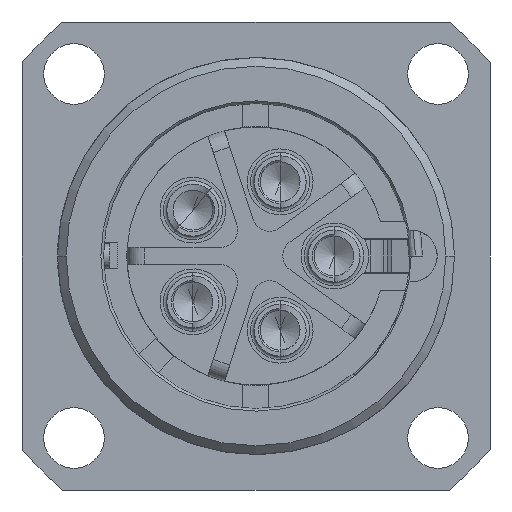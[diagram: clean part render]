
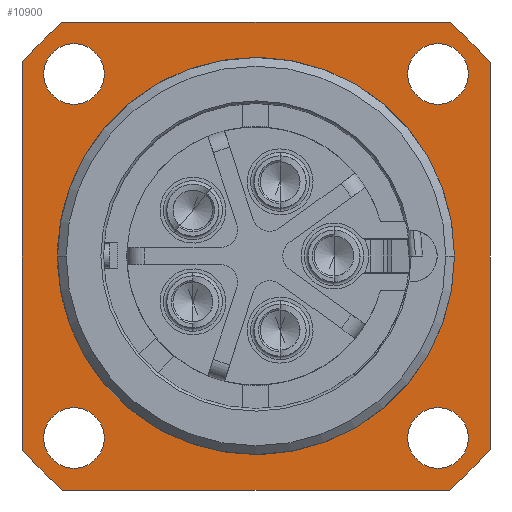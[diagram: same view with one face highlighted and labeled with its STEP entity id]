
A CAD part, left-side view. The second image highlights one B-rep face of the part: STEP entity #10900.
In plain terms, the highlighted planar face has unit normal (-1, 0, 0).
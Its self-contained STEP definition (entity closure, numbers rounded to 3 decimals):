
#2801=CARTESIAN_POINT('',(5.6,13.5,-13.5));
#2802=DIRECTION('',(-1.,0.,0.));
#2803=DIRECTION('',(0.,0.998,-0.061));
#2804=AXIS2_PLACEMENT_3D('',#2801,#2802,#2803);
#2819=DIRECTION('',(0.,1.,0.));
#2820=VECTOR('',#2819,0.19);
#2821=CARTESIAN_POINT('',(5.6,24.739,-14.2));
#2822=LINE('848',#2821,#2820);
#2836=DIRECTION('',(0.,1.,0.));
#2837=VECTOR('',#2836,0.19);
#2838=CARTESIAN_POINT('',(5.6,24.739,-12.8));
#2839=LINE('847',#2838,#2837);
#2852=DIRECTION('',(0.,0.,1.));
#2853=VECTOR('',#2852,22.271);
#2854=CARTESIAN_POINT('',(5.6,0.,-24.636));
#2855=LINE('697',#2854,#2853);
#2856=CARTESIAN_POINT('',(5.6,13.5,-13.5));
#2857=DIRECTION('',(-1.,0.,0.));
#2858=DIRECTION('',(0.,-0.636,-0.771));
#2859=AXIS2_PLACEMENT_3D('',#2856,#2857,#2858);
#2861=DIRECTION('',(0.,-1.,0.));
#2862=VECTOR('',#2861,22.271);
#2863=CARTESIAN_POINT('',(5.6,24.636,-27.));
#2864=LINE('699',#2863,#2862);
#2865=CARTESIAN_POINT('',(5.6,13.5,-13.5));
#2866=DIRECTION('',(-1.,0.,0.));
#2867=DIRECTION('',(0.,0.771,-0.636));
#2868=AXIS2_PLACEMENT_3D('',#2865,#2866,#2867);
#2870=DIRECTION('',(0.,0.,-1.));
#2871=VECTOR('',#2870,22.271);
#2872=CARTESIAN_POINT('',(5.6,27.,-2.364));
#2873=LINE('701',#2872,#2871);
#2874=CARTESIAN_POINT('',(5.6,13.5,-13.5));
#2875=DIRECTION('',(-1.,0.,0.));
#2876=DIRECTION('',(0.,0.636,0.771));
#2877=AXIS2_PLACEMENT_3D('',#2874,#2875,#2876);
#2879=DIRECTION('',(0.,1.,0.));
#2880=VECTOR('',#2879,22.271);
#2881=CARTESIAN_POINT('',(5.6,2.364,0.));
#2882=LINE('703',#2881,#2880);
#2883=CARTESIAN_POINT('',(5.6,13.5,-13.5));
#2884=DIRECTION('',(-1.,0.,0.));
#2885=DIRECTION('',(0.,-0.771,0.636));
#2886=AXIS2_PLACEMENT_3D('',#2883,#2884,#2885);
#2888=CARTESIAN_POINT('',(5.6,24.,-3.));
#2889=DIRECTION('',(1.,0.,0.));
#2890=DIRECTION('',(0.,1.,0.));
#2891=AXIS2_PLACEMENT_3D('',#2888,#2889,#2890);
#2893=CARTESIAN_POINT('',(5.6,24.,-3.));
#2894=DIRECTION('',(1.,0.,0.));
#2895=DIRECTION('',(0.,-1.,0.));
#2896=AXIS2_PLACEMENT_3D('',#2893,#2894,#2895);
#2898=CARTESIAN_POINT('',(5.6,24.,-24.));
#2899=DIRECTION('',(1.,0.,0.));
#2900=DIRECTION('',(0.,1.,0.));
#2901=AXIS2_PLACEMENT_3D('',#2898,#2899,#2900);
#2903=CARTESIAN_POINT('',(5.6,24.,-24.));
#2904=DIRECTION('',(1.,0.,0.));
#2905=DIRECTION('',(0.,-1.,0.));
#2906=AXIS2_PLACEMENT_3D('',#2903,#2904,#2905);
#2908=CARTESIAN_POINT('',(5.6,3.,-24.));
#2909=DIRECTION('',(1.,0.,0.));
#2910=DIRECTION('',(0.,1.,0.));
#2911=AXIS2_PLACEMENT_3D('',#2908,#2909,#2910);
#2913=CARTESIAN_POINT('',(5.6,3.,-24.));
#2914=DIRECTION('',(1.,0.,0.));
#2915=DIRECTION('',(0.,-1.,0.));
#2916=AXIS2_PLACEMENT_3D('',#2913,#2914,#2915);
#2918=CARTESIAN_POINT('',(5.6,3.,-3.));
#2919=DIRECTION('',(1.,0.,0.));
#2920=DIRECTION('',(0.,1.,0.));
#2921=AXIS2_PLACEMENT_3D('',#2918,#2919,#2920);
#2923=CARTESIAN_POINT('',(5.6,3.,-3.));
#2924=DIRECTION('',(1.,0.,0.));
#2925=DIRECTION('',(0.,-1.,0.));
#2926=AXIS2_PLACEMENT_3D('',#2923,#2924,#2925);
#2928=DIRECTION('',(0.,0.,-1.));
#2929=VECTOR('',#2928,1.4);
#2930=CARTESIAN_POINT('',(5.6,24.739,-12.8));
#2931=LINE('846',#2930,#2929);
#5428=CARTESIAN_POINT('',(5.6,13.5,-13.5));
#5429=DIRECTION('',(-1.,0.,0.));
#5430=DIRECTION('',(0.,-1.,0.));
#5431=AXIS2_PLACEMENT_3D('',#5428,#5429,#5430);
#5514=CARTESIAN_POINT('',(5.6,0.,-24.636));
#5515=CARTESIAN_POINT('',(5.6,0.,-2.364));
#5516=VERTEX_POINT('',#5514);
#5517=VERTEX_POINT('',#5515);
#5518=CARTESIAN_POINT('',(5.6,2.364,-27.));
#5519=VERTEX_POINT('',#5518);
#5520=CARTESIAN_POINT('',(5.6,24.636,-27.));
#5521=VERTEX_POINT('',#5520);
#5522=CARTESIAN_POINT('',(5.6,27.,-24.636));
#5523=VERTEX_POINT('',#5522);
#5524=CARTESIAN_POINT('',(5.6,27.,-2.364));
#5525=VERTEX_POINT('',#5524);
#5526=CARTESIAN_POINT('',(5.6,24.636,0.));
#5527=VERTEX_POINT('',#5526);
#5528=CARTESIAN_POINT('',(5.6,2.364,0.));
#5529=VERTEX_POINT('',#5528);
#5538=CARTESIAN_POINT('',(5.6,2.05,-13.5));
#5539=VERTEX_POINT('',#5538);
#5544=CARTESIAN_POINT('',(5.6,25.75,-3.));
#5545=CARTESIAN_POINT('',(5.6,22.25,-3.));
#5546=VERTEX_POINT('',#5544);
#5547=VERTEX_POINT('',#5545);
#5552=CARTESIAN_POINT('',(5.6,25.75,-24.));
#5553=CARTESIAN_POINT('',(5.6,22.25,-24.));
#5554=VERTEX_POINT('',#5552);
#5555=VERTEX_POINT('',#5553);
#5560=CARTESIAN_POINT('',(5.6,4.75,-24.));
#5561=CARTESIAN_POINT('',(5.6,1.25,-24.));
#5562=VERTEX_POINT('',#5560);
#5563=VERTEX_POINT('',#5561);
#5568=CARTESIAN_POINT('',(5.6,4.75,-3.));
#5569=CARTESIAN_POINT('',(5.6,1.25,-3.));
#5570=VERTEX_POINT('',#5568);
#5571=VERTEX_POINT('',#5569);
#5636=CARTESIAN_POINT('',(5.6,24.929,-12.8));
#5638=VERTEX_POINT('',#5636);
#5640=CARTESIAN_POINT('',(5.6,24.929,-14.2));
#5642=VERTEX_POINT('',#5640);
#5692=CARTESIAN_POINT('',(5.6,24.739,-12.8));
#5693=CARTESIAN_POINT('',(5.6,24.739,-14.2));
#5694=VERTEX_POINT('',#5692);
#5695=VERTEX_POINT('',#5693);
#10845=CARTESIAN_POINT('',(5.6,13.5,-13.5));
#10846=DIRECTION('',(1.,0.,0.));
#10847=DIRECTION('',(0.,0.,-1.));
#10848=AXIS2_PLACEMENT_3D('',#10845,#10846,#10847);
#10849=PLANE('273',#10848);
#10851=ORIENTED_EDGE('697',*,*,#10850,.F.);
#10853=ORIENTED_EDGE('698',*,*,#10852,.F.);
#10855=ORIENTED_EDGE('699',*,*,#10854,.F.);
#10857=ORIENTED_EDGE('700',*,*,#10856,.F.);
#10859=ORIENTED_EDGE('701',*,*,#10858,.F.);
#10861=ORIENTED_EDGE('702',*,*,#10860,.F.);
#10863=ORIENTED_EDGE('703',*,*,#10862,.F.);
#10865=ORIENTED_EDGE('704',*,*,#10864,.F.);
#10866=EDGE_LOOP('273',(#10851,#10853,#10855,#10857,#10859,#10861,#10863,
#10865));
#10867=FACE_OUTER_BOUND('273',#10866,.F.);
#10869=ORIENTED_EDGE('720',*,*,#10868,.F.);
#10871=ORIENTED_EDGE('721',*,*,#10870,.F.);
#10872=EDGE_LOOP('273',(#10869,#10871));
#10873=FACE_BOUND('273',#10872,.F.);
#10875=ORIENTED_EDGE('726',*,*,#10874,.F.);
#10877=ORIENTED_EDGE('727',*,*,#10876,.F.);
#10878=EDGE_LOOP('273',(#10875,#10877));
#10879=FACE_BOUND('273',#10878,.F.);
#10881=ORIENTED_EDGE('732',*,*,#10880,.F.);
#10883=ORIENTED_EDGE('733',*,*,#10882,.F.);
#10884=EDGE_LOOP('273',(#10881,#10883));
#10885=FACE_BOUND('273',#10884,.F.);
#10887=ORIENTED_EDGE('738',*,*,#10886,.F.);
#10889=ORIENTED_EDGE('739',*,*,#10888,.F.);
#10890=EDGE_LOOP('273',(#10887,#10889));
#10891=FACE_BOUND('273',#10890,.F.);
#10892=ORIENTED_EDGE('846',*,*,#10832,.T.);
#10893=ORIENTED_EDGE('848',*,*,#10763,.T.);
#10894=ORIENTED_EDGE('796',*,*,#10739,.T.);
#10896=ORIENTED_EDGE('795',*,*,#10895,.T.);
#10897=ORIENTED_EDGE('847',*,*,#10807,.F.);
#10898=EDGE_LOOP('273',(#10892,#10893,#10894,#10896,#10897));
#10899=FACE_BOUND('273',#10898,.F.);
#2805=CIRCLE('796',#2804,11.45);
#2860=CIRCLE('698',#2859,17.5);
#2869=CIRCLE('700',#2868,17.5);
#2878=CIRCLE('702',#2877,17.5);
#2887=CIRCLE('704',#2886,17.5);
#2892=CIRCLE('720',#2891,1.75);
#2897=CIRCLE('721',#2896,1.75);
#2902=CIRCLE('726',#2901,1.75);
#2907=CIRCLE('727',#2906,1.75);
#2912=CIRCLE('732',#2911,1.75);
#2917=CIRCLE('733',#2916,1.75);
#2922=CIRCLE('738',#2921,1.75);
#2927=CIRCLE('739',#2926,1.75);
#5432=CIRCLE('795',#5431,11.45);
#10739=EDGE_CURVE('796',#5642,#5539,#2805,.T.);
#10763=EDGE_CURVE('848',#5695,#5642,#2822,.T.);
#10807=EDGE_CURVE('847',#5694,#5638,#2839,.T.);
#10832=EDGE_CURVE('846',#5694,#5695,#2931,.T.);
#10850=EDGE_CURVE('697',#5516,#5517,#2855,.T.);
#10852=EDGE_CURVE('698',#5519,#5516,#2860,.T.);
#10854=EDGE_CURVE('699',#5521,#5519,#2864,.T.);
#10856=EDGE_CURVE('700',#5523,#5521,#2869,.T.);
#10858=EDGE_CURVE('701',#5525,#5523,#2873,.T.);
#10860=EDGE_CURVE('702',#5527,#5525,#2878,.T.);
#10862=EDGE_CURVE('703',#5529,#5527,#2882,.T.);
#10864=EDGE_CURVE('704',#5517,#5529,#2887,.T.);
#10868=EDGE_CURVE('720',#5546,#5547,#2892,.T.);
#10870=EDGE_CURVE('721',#5547,#5546,#2897,.T.);
#10874=EDGE_CURVE('726',#5554,#5555,#2902,.T.);
#10876=EDGE_CURVE('727',#5555,#5554,#2907,.T.);
#10880=EDGE_CURVE('732',#5562,#5563,#2912,.T.);
#10882=EDGE_CURVE('733',#5563,#5562,#2917,.T.);
#10886=EDGE_CURVE('738',#5570,#5571,#2922,.T.);
#10888=EDGE_CURVE('739',#5571,#5570,#2927,.T.);
#10895=EDGE_CURVE('795',#5539,#5638,#5432,.T.);
#10900=ADVANCED_FACE('273',(#10867,#10873,#10879,#10885,#10891,#10899),#10849,
.F.);
